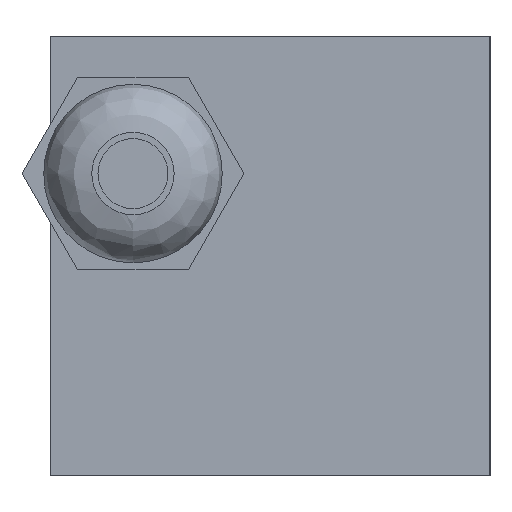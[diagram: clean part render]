
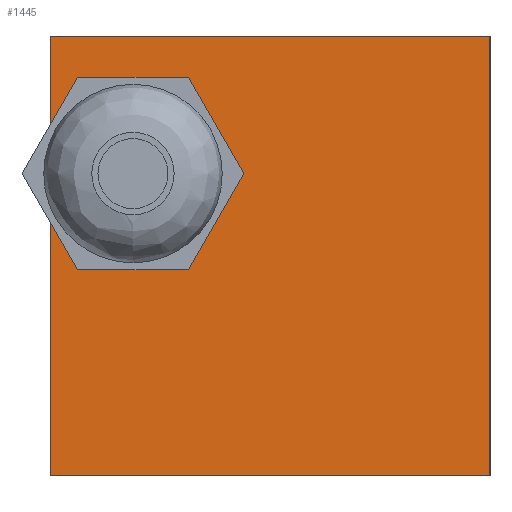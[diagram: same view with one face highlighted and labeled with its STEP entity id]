
A CAD part, left-side view. The second image highlights one B-rep face of the part: STEP entity #1445.
In plain terms, the highlighted planar face has unit normal (-1, 0, 0).
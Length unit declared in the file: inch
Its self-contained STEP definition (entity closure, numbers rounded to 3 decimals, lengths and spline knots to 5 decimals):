
#33=FACE_BOUND('',#267,.T.);
#91=PLANE('',#1601);
#174=FACE_OUTER_BOUND('',#266,.T.);
#266=EDGE_LOOP('',(#1300,#1301,#1302,#1303));
#267=EDGE_LOOP('',(#1304,#1305));
#400=LINE('',#2432,#541);
#402=LINE('',#2438,#543);
#408=LINE('',#2449,#549);
#409=LINE('',#2451,#550);
#541=VECTOR('',#1985,0.3937);
#543=VECTOR('',#1991,0.3937);
#549=VECTOR('',#2001,0.3937);
#550=VECTOR('',#2004,0.3937);
#570=CIRCLE('',#1503,0.19685);
#571=CIRCLE('',#1504,0.19685);
#652=VERTEX_POINT('',#2177);
#653=VERTEX_POINT('',#2178);
#734=VERTEX_POINT('',#2429);
#735=VERTEX_POINT('',#2431);
#737=VERTEX_POINT('',#2437);
#740=VERTEX_POINT('',#2447);
#799=EDGE_CURVE('',#652,#653,#570,.T.);
#800=EDGE_CURVE('',#653,#652,#571,.T.);
#924=EDGE_CURVE('',#735,#734,#400,.T.);
#927=EDGE_CURVE('',#737,#735,#402,.T.);
#933=EDGE_CURVE('',#734,#740,#408,.T.);
#934=EDGE_CURVE('',#740,#737,#409,.T.);
#1300=ORIENTED_EDGE('',*,*,#933,.T.);
#1301=ORIENTED_EDGE('',*,*,#934,.T.);
#1302=ORIENTED_EDGE('',*,*,#927,.T.);
#1303=ORIENTED_EDGE('',*,*,#924,.T.);
#1304=ORIENTED_EDGE('',*,*,#799,.T.);
#1305=ORIENTED_EDGE('',*,*,#800,.T.);
#1445=ADVANCED_FACE('',(#174,#33),#91,.T.);
#1503=AXIS2_PLACEMENT_3D('',#2179,#1726,#1727);
#1504=AXIS2_PLACEMENT_3D('',#2180,#1728,#1729);
#1601=AXIS2_PLACEMENT_3D('',#2462,#2017,#2018);
#1726=DIRECTION('center_axis',(1.,0.,0.));
#1727=DIRECTION('ref_axis',(0.,-1.,0.));
#1728=DIRECTION('center_axis',(1.,0.,0.));
#1729=DIRECTION('ref_axis',(0.,-1.,0.));
#1985=DIRECTION('',(0.,1.,0.));
#1991=DIRECTION('',(0.,0.,1.));
#2001=DIRECTION('',(0.,0.,-1.));
#2004=DIRECTION('',(0.,-1.,0.));
#2017=DIRECTION('center_axis',(-1.,0.,0.));
#2018=DIRECTION('ref_axis',(0.,0.,1.));
#2177=CARTESIAN_POINT('',(-3.75,0.19693,0.2363));
#2178=CARTESIAN_POINT('',(-3.75,0.59063,0.2363));
#2179=CARTESIAN_POINT('Origin',(-3.75,0.39378,0.2363));
#2180=CARTESIAN_POINT('Origin',(-3.75,0.39378,0.2363));
#2429=CARTESIAN_POINT('',(-3.75,0.63,0.63));
#2431=CARTESIAN_POINT('',(-3.75,-0.63,0.63));
#2432=CARTESIAN_POINT('',(-3.75,-0.63,0.63));
#2437=CARTESIAN_POINT('',(-3.75,-0.63,-0.63));
#2438=CARTESIAN_POINT('',(-3.75,-0.63,-0.63));
#2447=CARTESIAN_POINT('',(-3.75,0.63,-0.63));
#2449=CARTESIAN_POINT('',(-3.75,0.63,0.63));
#2451=CARTESIAN_POINT('',(-3.75,0.63,-0.63));
#2462=CARTESIAN_POINT('Origin',(-3.75,0.,0.));
